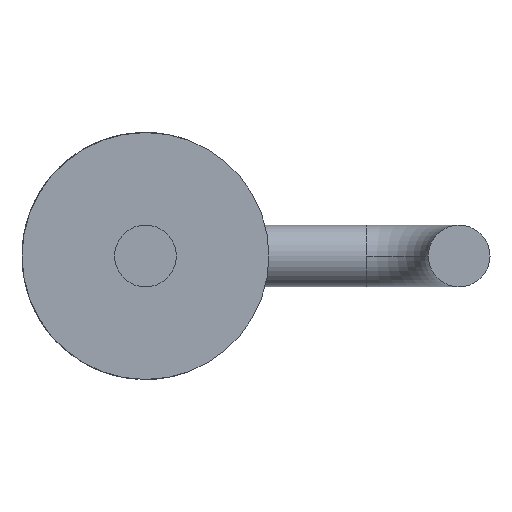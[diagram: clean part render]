
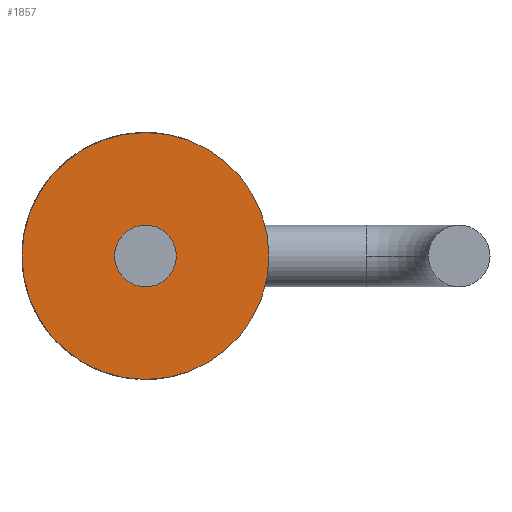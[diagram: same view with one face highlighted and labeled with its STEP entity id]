
A CAD part, front view. The second image highlights one B-rep face of the part: STEP entity #1857.
In plain terms, the highlighted planar face has unit normal (0, -1, 0).
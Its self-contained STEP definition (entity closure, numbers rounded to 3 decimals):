
#78 = AXIS2_PLACEMENT_3D ( 'NONE', #4916, #1078, #343 ) ;
#79 = CARTESIAN_POINT ( 'NONE',  ( 0., 1., 0. ) ) ;
#154 = EDGE_CURVE ( 'NONE', #2662, #2458, #2615, .T. ) ;
#251 = DIRECTION ( 'NONE',  ( 0., 1., 0. ) ) ;
#253 = CARTESIAN_POINT ( 'NONE',  ( 0., 1., 0. ) ) ;
#266 = EDGE_CURVE ( 'NONE', #2458, #2662, #4075, .T. ) ;
#343 = DIRECTION ( 'NONE',  ( 0., 0., 1. ) ) ;
#360 = FACE_OUTER_BOUND ( 'NONE', #560, .T. ) ;
#428 = CARTESIAN_POINT ( 'NONE',  ( 0., 1., 0. ) ) ;
#458 = ORIENTED_EDGE ( 'NONE', *, *, #266, .F. ) ;
#560 = EDGE_LOOP ( 'NONE', ( #1700, #4190 ) ) ;
#704 = AXIS2_PLACEMENT_3D ( 'NONE', #1196, #3011, #4252 ) ;
#804 = VERTEX_POINT ( 'NONE', #919 ) ;
#838 = DIRECTION ( 'NONE',  ( 0., 1., 0. ) ) ;
#919 = CARTESIAN_POINT ( 'NONE',  ( 0., 1., -2. ) ) ;
#967 = DIRECTION ( 'NONE',  ( 0., 0., 1. ) ) ;
#1013 = VERTEX_POINT ( 'NONE', #2375 ) ;
#1078 = DIRECTION ( 'NONE',  ( 0., 1., 0. ) ) ;
#1109 = CIRCLE ( 'NONE', #4395, 2. ) ;
#1119 = AXIS2_PLACEMENT_3D ( 'NONE', #79, #251, #967 ) ;
#1196 = CARTESIAN_POINT ( 'NONE',  ( 0., 1., 0. ) ) ;
#1294 = DIRECTION ( 'NONE',  ( 0., 0., 1. ) ) ;
#1443 = EDGE_LOOP ( 'NONE', ( #458, #1942 ) ) ;
#1700 = ORIENTED_EDGE ( 'NONE', *, *, #2587, .F. ) ;
#1857 = ADVANCED_FACE ( 'NONE', ( #2986, #360 ), #4895, .F. ) ;
#1942 = ORIENTED_EDGE ( 'NONE', *, *, #154, .F. ) ;
#2375 = CARTESIAN_POINT ( 'NONE',  ( 0., 1., 2. ) ) ;
#2428 = CARTESIAN_POINT ( 'NONE',  ( -0.5, 1., 0. ) ) ;
#2458 = VERTEX_POINT ( 'NONE', #3771 ) ;
#2549 = CIRCLE ( 'NONE', #1119, 2. ) ;
#2587 = EDGE_CURVE ( 'NONE', #804, #1013, #1109, .T. ) ;
#2615 = CIRCLE ( 'NONE', #704, 0.5 ) ;
#2662 = VERTEX_POINT ( 'NONE', #2428 ) ;
#2916 = DIRECTION ( 'NONE',  ( 0., -1., 0. ) ) ;
#2986 = FACE_BOUND ( 'NONE', #1443, .T. ) ;
#3011 = DIRECTION ( 'NONE',  ( 0., -1., 0. ) ) ;
#3241 = EDGE_CURVE ( 'NONE', #1013, #804, #2549, .T. ) ;
#3771 = CARTESIAN_POINT ( 'NONE',  ( 0.5, 1., 0. ) ) ;
#3820 = DIRECTION ( 'NONE',  ( 0., 0., 1. ) ) ;
#3997 = AXIS2_PLACEMENT_3D ( 'NONE', #253, #2916, #1294 ) ;
#4075 = CIRCLE ( 'NONE', #3997, 0.5 ) ;
#4190 = ORIENTED_EDGE ( 'NONE', *, *, #3241, .F. ) ;
#4252 = DIRECTION ( 'NONE',  ( 0., 0., 1. ) ) ;
#4395 = AXIS2_PLACEMENT_3D ( 'NONE', #428, #838, #3820 ) ;
#4895 = PLANE ( 'NONE',  #78 ) ;
#4916 = CARTESIAN_POINT ( 'NONE',  ( 0., 1., 0. ) ) ;
